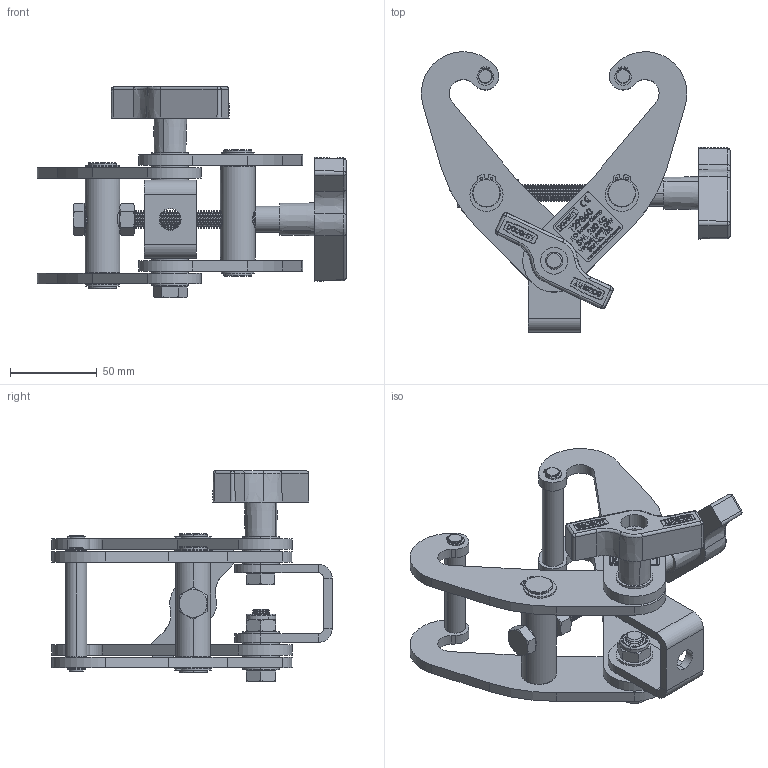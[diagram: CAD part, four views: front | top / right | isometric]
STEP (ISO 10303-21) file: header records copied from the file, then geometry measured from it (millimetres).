
FILE_DESCRIPTION (( 'STEP AP203' ), '1' );
FILE_NAME ('T29860.STEP', '2018-07-19T15:20:01', ( '' ), ( '' ), 'SwSTEP 2.0', 'SolidWorks 2016', '' );
FILE_SCHEMA (( 'CONFIG_CONTROL_DESIGN' ));
Length unit declared in the file: millimetre
Products named in the file (17): Hex Bolt_ISO 4016 - M10 x 35 x 35-WS; B Washer_Bright washer BS 4320 - M10 (Form B); TH727; TH729; Hex Bolt_ISO 4016 - M10 x 45 x 45-WS; S2607; S2606; TH731; Hex Bolt_ISO 4016 - M10 x 150 x 150-WS; T29860 LABEL; Doughty Knob_S0132; TH1090; SW3dPS-nyloc nut, st stl a2 iso_M10 NYLOC; TH730; Hex Nut Style 1 GradeAB_Doughty Fastners_Hexagon Nut ISO - 4032 - M10 - D - S; TH728; T29860
Assembly tree (34 placements, depth 3):
  T29860
    TH728
      TH727
      Hex Bolt_ISO 4016 - M10 x 45 x 45-WS
    Doughty Knob_S0132  x2
    TH1090
    TH729  x4
    TH730  x2
    TH731  x2
    B Washer_Bright washer BS 4320 - M10 (Form B)  x7
    Hex Bolt_ISO 4016 - M10 x 35 x 35-WS
    Hex Bolt_ISO 4016 - M10 x 150 x 150-WS
    SW3dPS-nyloc nut, st stl a2 iso_M10 NYLOC
    Hex Nut Style 1 GradeAB_Doughty Fastners_Hexagon Nut ISO - 4032 - M10 - D - S
    S2606  x4
    S2607  x4
    T29860 LABEL
Bounding box: 177.69 x 161.14 x 121.65 mm (x, y, z)
Volume: 260003.9 mm3; surface area: 116527.9 mm2
Topology: 33 solids, 33 shells, 3163 faces, 8180 edges, 5286 vertices
Faces by surface type: plane 1061, cylinder 797, cone 732, bspline 553, torus 20
Entity records: 111375 total; most frequent: CARTESIAN_POINT 45922, ORIENTED_EDGE 13824, DIRECTION 12130, EDGE_CURVE 6912, VERTEX_POINT 4452, AXIS2_PLACEMENT_3D 4268, VECTOR 3594, LINE 3594
